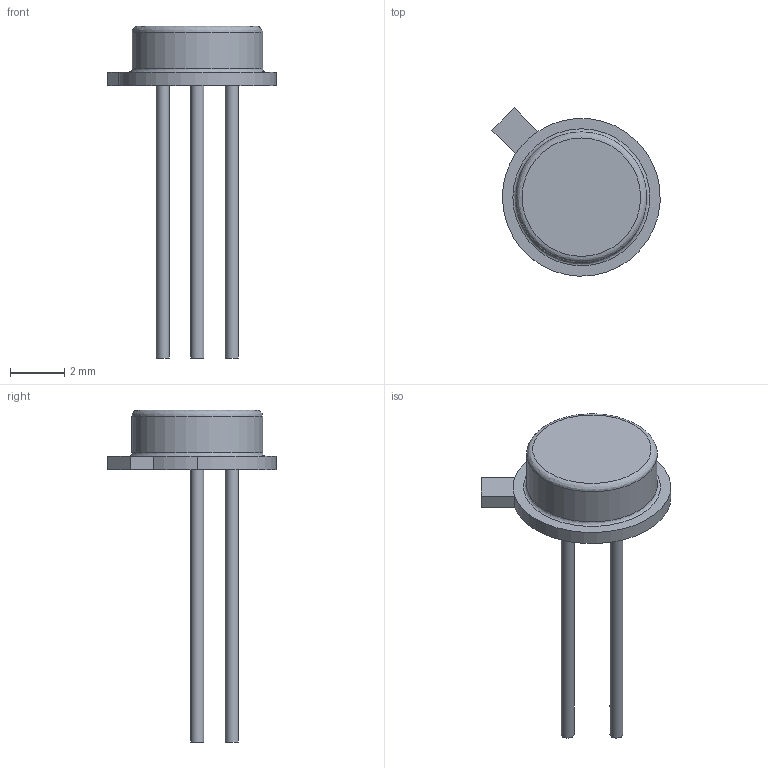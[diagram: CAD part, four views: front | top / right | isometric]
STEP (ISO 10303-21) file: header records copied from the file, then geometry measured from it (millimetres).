
FILE_DESCRIPTION(('FreeCAD Model'),'2;1');
FILE_NAME( 'TO-46-3.step' ,'2017-11-26T14:58:31',('kicad StepUp'),('ksu MCAD'), 'Open CASCADE STEP processor 6.8','FreeCAD','Unknown');
FILE_SCHEMA(('AUTOMOTIVE_DESIGN_CC2 { 1 2 10303 214 -1 1 5 4 }'));
Length unit declared in the file: millimetre
Products named in the file (1): TO-46-3
Bounding box: 6.18 x 6.19 x 12.2 mm (x, y, z)
Volume: 50 mm3; surface area: 134.5 mm2
Topology: 1 solids, 1 shells, 20 faces, 37 edges, 22 vertices
Faces by surface type: plane 11, cylinder 6, revolution 2, cone 1
Full cylindrical faces by diameter (mm): 0.48 x3, 4.8 x1
Entity records: 380 total; most frequent: ORIENTED_EDGE 63, CARTESIAN_POINT 40, EDGE_CURVE 37, AXIS2_PLACEMENT_3D 24, FACE_BOUND 23, EDGE_LOOP 23, DIRECTION 22, VERTEX_POINT 22
